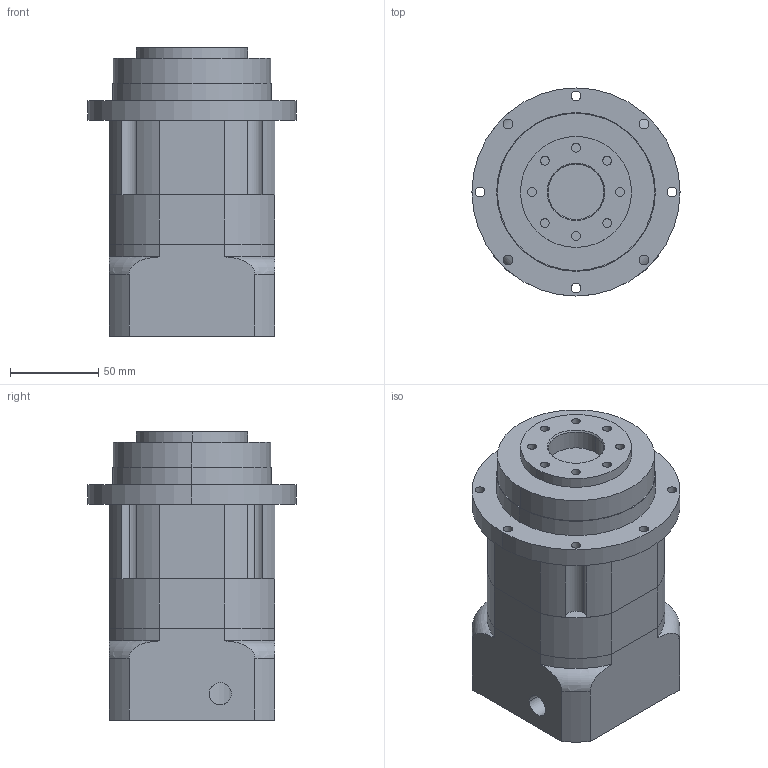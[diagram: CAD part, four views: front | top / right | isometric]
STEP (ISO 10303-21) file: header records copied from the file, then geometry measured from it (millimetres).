
FILE_DESCRIPTION (( 'STEP AP214' ), '1' );
FILE_NAME ('DF090-L2-XX-19-70-90-M6_2019.STEP', '2019-03-14T02:43:20', ( 'Y' ), ( 'NCU' ), 'SwSTEP 2.0', 'SolidWorks 2016', '' );
FILE_SCHEMA (( 'AUTOMOTIVE_DESIGN' ));
Length unit declared in the file: millimetre
Products named in the file (1): DF090-L2-XX-19-70-90-M6_2019
Bounding box: 118 x 118 x 163.5 mm (x, y, z)
Volume: 1138756 mm3; surface area: 162035.5 mm2
Topology: 4 solids, 4 shells, 304 faces, 724 edges, 470 vertices
Faces by surface type: cylinder 154, plane 120, cone 26, torus 4
Entity records: 10480 total; most frequent: CARTESIAN_POINT 2035, DIRECTION 1632, ORIENTED_EDGE 1432, EDGE_CURVE 716, AXIS2_PLACEMENT_3D 627, VERTEX_POINT 470, EDGE_LOOP 394, LINE 378
